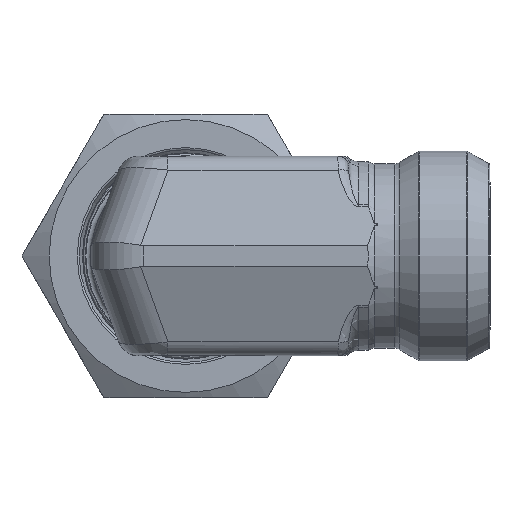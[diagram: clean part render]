
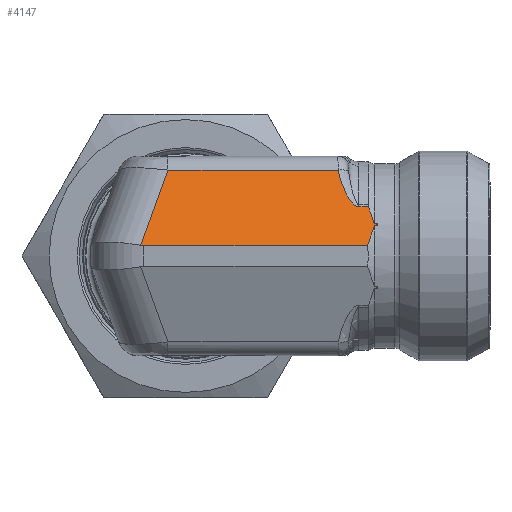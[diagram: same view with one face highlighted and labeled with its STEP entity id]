
A CAD part, left-side view. The second image highlights one B-rep face of the part: STEP entity #4147.
In plain terms, the highlighted planar face has unit normal (-0.94, 0, 0.342).
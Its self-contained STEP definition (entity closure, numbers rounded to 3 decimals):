
#128=PLANE('',#5196);
#275=LINE('',#7899,#453);
#276=LINE('',#7910,#454);
#277=LINE('',#7912,#455);
#278=LINE('',#7916,#456);
#279=LINE('',#7941,#457);
#280=LINE('',#7948,#458);
#453=VECTOR('',#5787,1.);
#454=VECTOR('',#5788,1.);
#455=VECTOR('',#5789,1.);
#456=VECTOR('',#5792,1.);
#457=VECTOR('',#5793,1.);
#458=VECTOR('',#5794,1.);
#823=FACE_OUTER_BOUND('',#1095,.T.);
#1095=EDGE_LOOP('',(#1886,#1887,#1888,#1889,#1890,#1891,#1892,#1893,#1894,
#1895,#1896));
#1886=ORIENTED_EDGE('',*,*,#3279,.F.);
#1887=ORIENTED_EDGE('',*,*,#3280,.T.);
#1888=ORIENTED_EDGE('',*,*,#3281,.T.);
#1889=ORIENTED_EDGE('',*,*,#3282,.T.);
#1890=ORIENTED_EDGE('',*,*,#3283,.T.);
#1891=ORIENTED_EDGE('',*,*,#3284,.T.);
#1892=ORIENTED_EDGE('',*,*,#3285,.T.);
#1893=ORIENTED_EDGE('',*,*,#3286,.F.);
#1894=ORIENTED_EDGE('',*,*,#3287,.F.);
#1895=ORIENTED_EDGE('',*,*,#3288,.T.);
#1896=ORIENTED_EDGE('',*,*,#3289,.F.);
#3279=EDGE_CURVE('',#4841,#4842,#3903,.T.);
#3280=EDGE_CURVE('',#4841,#4843,#275,.T.);
#3281=EDGE_CURVE('',#4843,#4844,#3904,.T.);
#3282=EDGE_CURVE('',#4844,#4845,#276,.T.);
#3283=EDGE_CURVE('',#4845,#4846,#277,.T.);
#3284=EDGE_CURVE('',#4846,#4847,#4472,.T.);
#3285=EDGE_CURVE('',#4847,#4848,#278,.T.);
#3286=EDGE_CURVE('',#4849,#4848,#3905,.T.);
#3287=EDGE_CURVE('',#4850,#4849,#279,.T.);
#3288=EDGE_CURVE('',#4850,#4851,#3906,.T.);
#3289=EDGE_CURVE('',#4842,#4851,#280,.T.);
#3903=B_SPLINE_CURVE_WITH_KNOTS('',3,(#7887,#7888,#7889,#7890,#7891,#7892,
#7893,#7894,#7895,#7896),.UNSPECIFIED.,.F.,.F.,(4,2,2,2,4),(0.,0.5,0.75,
0.875,1.),.UNSPECIFIED.);
#3904=B_SPLINE_CURVE_WITH_KNOTS('',3,(#7901,#7902,#7903,#7904,#7905,#7906,
#7907,#7908),.UNSPECIFIED.,.F.,.F.,(4,2,2,4),(0.,0.25,0.5,1.),
 .UNSPECIFIED.);
#3905=B_SPLINE_CURVE_WITH_KNOTS('',3,(#7918,#7919,#7920,#7921,#7922,#7923,
#7924,#7925,#7926,#7927,#7928,#7929,#7930,#7931,#7932,#7933,#7934,#7935,
#7936,#7937,#7938,#7939),.UNSPECIFIED.,.F.,.F.,(4,3,3,3,3,3,3,4),(0.,0.002,
0.006,0.014,0.05,0.195,
0.774,1.),.UNSPECIFIED.);
#3906=B_SPLINE_CURVE_WITH_KNOTS('',3,(#7943,#7944,#7945,#7946),
 .UNSPECIFIED.,.F.,.F.,(4,4),(0.,1.),.UNSPECIFIED.);
#4147=ADVANCED_FACE('',(#823),#128,.T.);
#4472=ELLIPSE('',#5195,14.619,5.);
#4841=VERTEX_POINT('',#7897);
#4842=VERTEX_POINT('',#7898);
#4843=VERTEX_POINT('',#7900);
#4844=VERTEX_POINT('',#7909);
#4845=VERTEX_POINT('',#7911);
#4846=VERTEX_POINT('',#7913);
#4847=VERTEX_POINT('',#7915);
#4848=VERTEX_POINT('',#7917);
#4849=VERTEX_POINT('',#7940);
#4850=VERTEX_POINT('',#7942);
#4851=VERTEX_POINT('',#7947);
#5195=AXIS2_PLACEMENT_3D('',#7914,#5790,#5791);
#5196=AXIS2_PLACEMENT_3D('',#7949,#5795,#5796);
#5787=DIRECTION('',(0.,1.,0.));
#5788=DIRECTION('',(0.,1.,0.));
#5789=DIRECTION('',(-0.324,0.324,-0.889));
#5790=DIRECTION('',(-0.94,0.,0.342));
#5791=DIRECTION('',(-0.342,0.,-0.94));
#5792=DIRECTION('',(0.,-1.,0.));
#5793=DIRECTION('',(0.,1.,0.));
#5794=DIRECTION('',(0.,-1.,0.));
#5795=DIRECTION('',(-0.94,0.,0.342));
#5796=DIRECTION('',(0.342,0.,0.94));
#7887=CARTESIAN_POINT('',(-7.659,-17.431,4.683));
#7888=CARTESIAN_POINT('',(-7.756,-17.512,4.417));
#7889=CARTESIAN_POINT('',(-7.852,-17.6,4.153));
#7890=CARTESIAN_POINT('',(-7.996,-17.737,3.758));
#7891=CARTESIAN_POINT('',(-8.044,-17.783,3.627));
#7892=CARTESIAN_POINT('',(-8.115,-17.854,3.43));
#7893=CARTESIAN_POINT('',(-8.139,-17.878,3.365));
#7894=CARTESIAN_POINT('',(-8.187,-17.928,3.235));
#7895=CARTESIAN_POINT('',(-8.229,-17.926,3.117));
#7896=CARTESIAN_POINT('',(-8.229,-18.,3.117));
#7897=CARTESIAN_POINT('',(-7.659,-17.431,4.683));
#7898=CARTESIAN_POINT('',(-8.229,-18.,3.117));
#7899=CARTESIAN_POINT('',(-7.659,-3.25,4.683));
#7900=CARTESIAN_POINT('',(-7.659,-16.5,4.683));
#7901=CARTESIAN_POINT('',(-7.659,-16.5,4.683));
#7902=CARTESIAN_POINT('',(-7.659,-16.127,4.683));
#7903=CARTESIAN_POINT('',(-7.533,-15.881,5.031));
#7904=CARTESIAN_POINT('',(-7.324,-15.475,5.604));
#7905=CARTESIAN_POINT('',(-7.214,-15.309,5.907));
#7906=CARTESIAN_POINT('',(-6.874,-14.867,6.84));
#7907=CARTESIAN_POINT('',(-6.633,-14.649,7.502));
#7908=CARTESIAN_POINT('',(-6.385,-14.552,8.184));
#7909=CARTESIAN_POINT('',(-6.385,-14.552,8.184));
#7910=CARTESIAN_POINT('',(-6.385,-3.25,8.184));
#7911=CARTESIAN_POINT('',(-6.385,1.687,8.184));
#7912=CARTESIAN_POINT('',(-8.209,3.511,3.173));
#7913=CARTESIAN_POINT('',(-8.991,4.293,1.024));
#7914=CARTESIAN_POINT('',(-4.,4.,14.737));
#7915=CARTESIAN_POINT('',(-9.,4.,1.));
#7916=CARTESIAN_POINT('',(-9.,-3.25,1.));
#7917=CARTESIAN_POINT('',(-9.,-17.333,1.));
#7918=CARTESIAN_POINT('',(-8.308,-18.,2.902));
#7919=CARTESIAN_POINT('',(-8.308,-17.998,2.902));
#7920=CARTESIAN_POINT('',(-8.308,-17.997,2.902));
#7921=CARTESIAN_POINT('',(-8.308,-17.995,2.901));
#7922=CARTESIAN_POINT('',(-8.308,-17.993,2.9));
#7923=CARTESIAN_POINT('',(-8.309,-17.991,2.899));
#7924=CARTESIAN_POINT('',(-8.309,-17.989,2.898));
#7925=CARTESIAN_POINT('',(-8.311,-17.985,2.894));
#7926=CARTESIAN_POINT('',(-8.312,-17.981,2.89));
#7927=CARTESIAN_POINT('',(-8.314,-17.978,2.885));
#7928=CARTESIAN_POINT('',(-8.321,-17.963,2.865));
#7929=CARTESIAN_POINT('',(-8.33,-17.953,2.842));
#7930=CARTESIAN_POINT('',(-8.338,-17.944,2.819));
#7931=CARTESIAN_POINT('',(-8.371,-17.905,2.729));
#7932=CARTESIAN_POINT('',(-8.404,-17.872,2.637));
#7933=CARTESIAN_POINT('',(-8.438,-17.839,2.545));
#7934=CARTESIAN_POINT('',(-8.571,-17.705,2.178));
#7935=CARTESIAN_POINT('',(-8.706,-17.578,1.809));
#7936=CARTESIAN_POINT('',(-8.841,-17.462,1.437));
#7937=CARTESIAN_POINT('',(-8.894,-17.417,1.292));
#7938=CARTESIAN_POINT('',(-8.947,-17.373,1.146));
#7939=CARTESIAN_POINT('',(-9.,-17.333,1.));
#7940=CARTESIAN_POINT('',(-8.308,-18.,2.902));
#7941=CARTESIAN_POINT('',(-8.308,-29.,2.902));
#7942=CARTESIAN_POINT('',(-8.308,-18.217,2.902));
#7943=CARTESIAN_POINT('',(-8.308,-18.217,2.902));
#7944=CARTESIAN_POINT('',(-8.282,-18.217,2.974));
#7945=CARTESIAN_POINT('',(-8.256,-18.217,3.045));
#7946=CARTESIAN_POINT('',(-8.229,-18.217,3.117));
#7947=CARTESIAN_POINT('',(-8.229,-18.217,3.117));
#7948=CARTESIAN_POINT('',(-8.229,-29.,3.117));
#7949=CARTESIAN_POINT('',(-9.,-3.25,1.));
